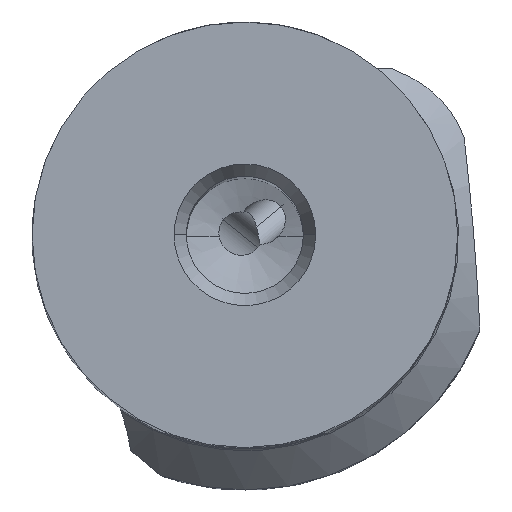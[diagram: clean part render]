
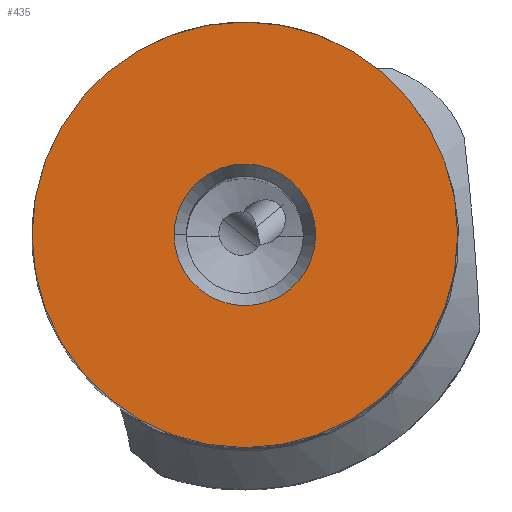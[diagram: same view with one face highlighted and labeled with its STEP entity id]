
A CAD part, top view. The second image highlights one B-rep face of the part: STEP entity #435.
In plain terms, the highlighted planar face has unit normal (0, 0, 1).
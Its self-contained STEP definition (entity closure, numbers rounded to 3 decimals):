
#37=FACE_BOUND('',#670,.T.);
#38=FACE_BOUND('',#671,.T.);
#99=PLANE('',#2021);
#435=ADVANCED_FACE('',(#37,#38),#99,.T.);
#670=EDGE_LOOP('',(#914,#915));
#671=EDGE_LOOP('',(#916,#917));
#785=CIRCLE('',#2016,6.655);
#786=CIRCLE('',#2018,20.);
#787=CIRCLE('',#2019,20.);
#788=CIRCLE('',#2020,6.655);
#914=ORIENTED_EDGE('',*,*,#1669,.F.);
#915=ORIENTED_EDGE('',*,*,#1670,.F.);
#916=ORIENTED_EDGE('',*,*,#1668,.F.);
#917=ORIENTED_EDGE('',*,*,#1671,.F.);
#1467=VERTEX_POINT('',#3124);
#1468=VERTEX_POINT('',#3126);
#1469=VERTEX_POINT('',#3130);
#1470=VERTEX_POINT('',#3131);
#1668=EDGE_CURVE('',#1468,#1467,#785,.T.);
#1669=EDGE_CURVE('',#1469,#1470,#786,.T.);
#1670=EDGE_CURVE('',#1470,#1469,#787,.T.);
#1671=EDGE_CURVE('',#1467,#1468,#788,.T.);
#2016=AXIS2_PLACEMENT_3D('',#3127,#2262,#2263);
#2018=AXIS2_PLACEMENT_3D('',#3129,#2266,#2267);
#2019=AXIS2_PLACEMENT_3D('',#3132,#2268,#2269);
#2020=AXIS2_PLACEMENT_3D('',#3133,#2270,#2271);
#2021=AXIS2_PLACEMENT_3D('',#3134,#2272,#2273);
#2262=DIRECTION('',(0.,0.,1.));
#2263=DIRECTION('',(1.,0.,0.));
#2266=DIRECTION('',(0.,0.,-1.));
#2267=DIRECTION('',(1.,0.,0.));
#2268=DIRECTION('',(0.,0.,-1.));
#2269=DIRECTION('',(-1.,0.,0.));
#2270=DIRECTION('',(0.,0.,1.));
#2271=DIRECTION('',(-1.,0.,0.));
#2272=DIRECTION('',(0.,0.,1.));
#2273=DIRECTION('',(1.,0.,0.));
#3124=CARTESIAN_POINT('',(-6.655,0.,0.));
#3126=CARTESIAN_POINT('',(6.655,0.,0.));
#3127=CARTESIAN_POINT('',(0.,0.,0.));
#3129=CARTESIAN_POINT('',(0.,0.,0.));
#3130=CARTESIAN_POINT('',(20.,0.,0.));
#3131=CARTESIAN_POINT('',(-20.,0.,0.));
#3132=CARTESIAN_POINT('',(0.,0.,0.));
#3133=CARTESIAN_POINT('',(0.,0.,0.));
#3134=CARTESIAN_POINT('',(0.,0.,0.));
